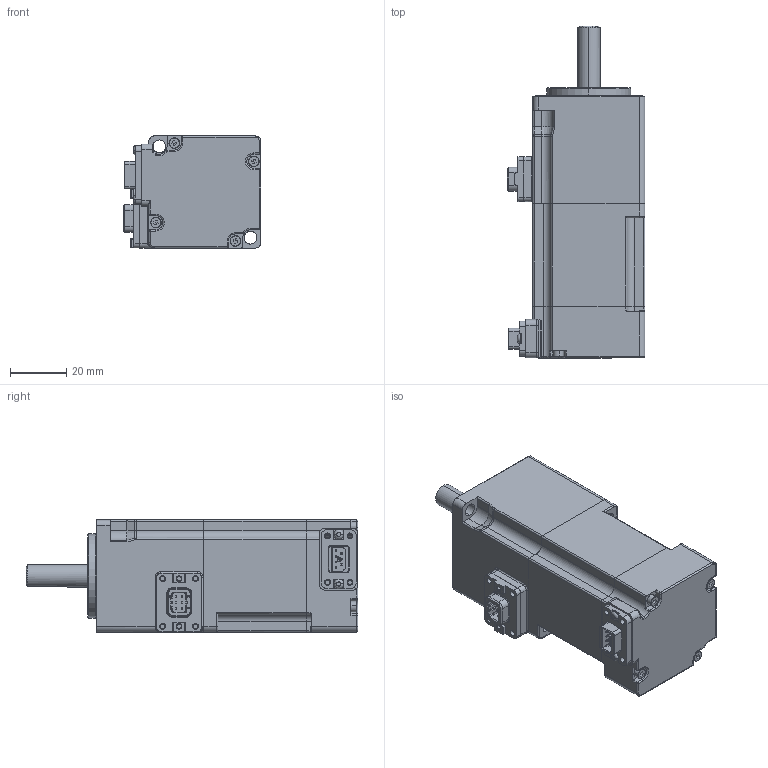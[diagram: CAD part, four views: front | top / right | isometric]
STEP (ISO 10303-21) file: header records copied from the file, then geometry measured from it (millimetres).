
FILE_DESCRIPTION (( 'STEP AP214' ), '1' );
FILE_NAME ('MS6H-40CN30BZ3-20A5-S.STEP', '2024-01-10T01:43:16', ( '' ), ( '' ), 'SwSTEP 2.0', 'SolidWorks 2022', '' );
FILE_SCHEMA (( 'AUTOMOTIVE_DESIGN' ));
Length unit declared in the file: millimetre
Products named in the file (1): MS6H-40CN30BZ3-20A5-S
Bounding box: 49.2 x 118.4 x 40 mm (x, y, z)
Surface area: 22133.1 mm2 (no closed solid volume)
Topology: 0 solids, 12 shells, 655 faces, 2156 edges, 1488 vertices
Faces by surface type: plane 321, cylinder 221, torus 53, cone 31, bspline 20, sphere 9
Entity records: 31467 total; most frequent: CARTESIAN_POINT 5774, DIRECTION 3845, ORIENTED_EDGE 3518, EDGE_CURVE 2147, VERTEX_POINT 1488, LINE 1443, VECTOR 1443, AXIS2_PLACEMENT_3D 1201
